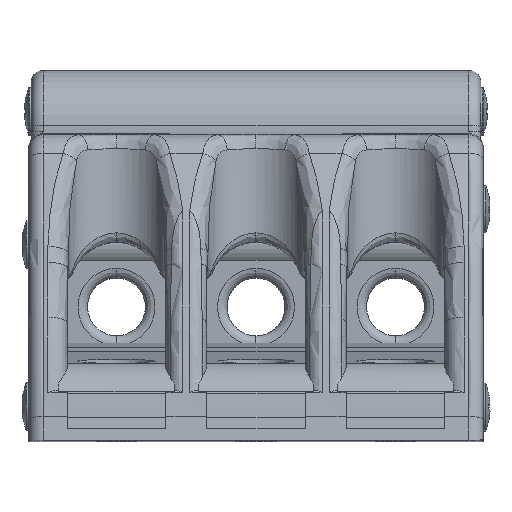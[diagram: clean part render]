
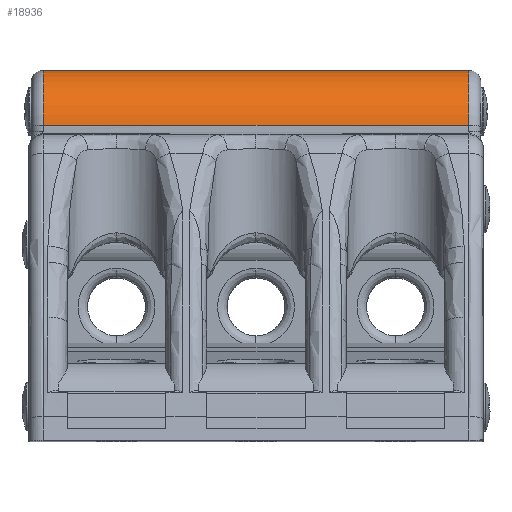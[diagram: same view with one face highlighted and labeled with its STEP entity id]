
A CAD part, top view. The second image highlights one B-rep face of the part: STEP entity #18936.
In plain terms, the highlighted cylindrical face has radius 13.256 mm (diameter 26.513 mm), a partial arc.
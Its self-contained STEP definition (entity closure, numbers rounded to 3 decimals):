
#1170=LINE('',#41575,#2146);
#1171=LINE('',#41577,#2147);
#1172=LINE('',#41579,#2148);
#1186=LINE('',#41679,#2162);
#1187=LINE('',#41681,#2163);
#1188=LINE('',#41683,#2164);
#1189=LINE('',#41685,#2165);
#1190=LINE('',#41687,#2166);
#1191=LINE('',#41689,#2167);
#1192=LINE('',#41691,#2168);
#1193=LINE('',#41693,#2169);
#1194=LINE('',#41695,#2170);
#1195=LINE('',#41697,#2171);
#1196=LINE('',#41698,#2172);
#1296=LINE('',#43340,#2272);
#1297=LINE('',#43342,#2273);
#1298=LINE('',#43344,#2274);
#1299=LINE('',#43346,#2275);
#1300=LINE('',#43347,#2276);
#2146=VECTOR('',#24075,9.95);
#2147=VECTOR('',#24076,10.);
#2148=VECTOR('',#24077,9.95);
#2162=VECTOR('',#24101,9.95);
#2163=VECTOR('',#24102,9.95);
#2164=VECTOR('',#24103,10.);
#2165=VECTOR('',#24104,9.95);
#2166=VECTOR('',#24105,9.95);
#2167=VECTOR('',#24106,9.95);
#2168=VECTOR('',#24107,9.95);
#2169=VECTOR('',#24108,10.);
#2170=VECTOR('',#24109,9.95);
#2171=VECTOR('',#24110,9.95);
#2172=VECTOR('',#24111,9.95);
#2272=VECTOR('',#24609,9.95);
#2273=VECTOR('',#24610,9.95);
#2274=VECTOR('',#24611,9.95);
#2275=VECTOR('',#24612,9.95);
#2276=VECTOR('',#24613,9.95);
#2757=CIRCLE('',#19596,13.256);
#3357=CIRCLE('',#20644,13.256);
#3939=CYLINDRICAL_SURFACE('',#20643,13.256);
#4756=FACE_OUTER_BOUND('',#5843,.T.);
#5843=EDGE_LOOP('',(#15890,#15891,#15892,#15893,#15894,#15895,#15896,#15897,
#15898,#15899,#15900,#15901,#15902,#15903,#15904,#15905,#15906,#15907,#15908,
#15909,#15910));
#7355=VERTEX_POINT('',#28826);
#7356=VERTEX_POINT('',#28830);
#8205=VERTEX_POINT('',#41573);
#8206=VERTEX_POINT('',#41574);
#8207=VERTEX_POINT('',#41576);
#8208=VERTEX_POINT('',#41578);
#8231=VERTEX_POINT('',#41678);
#8232=VERTEX_POINT('',#41680);
#8233=VERTEX_POINT('',#41682);
#8234=VERTEX_POINT('',#41684);
#8235=VERTEX_POINT('',#41686);
#8236=VERTEX_POINT('',#41688);
#8237=VERTEX_POINT('',#41690);
#8238=VERTEX_POINT('',#41692);
#8239=VERTEX_POINT('',#41694);
#8240=VERTEX_POINT('',#41696);
#8431=VERTEX_POINT('',#43337);
#8432=VERTEX_POINT('',#43339);
#8433=VERTEX_POINT('',#43341);
#8434=VERTEX_POINT('',#43343);
#8435=VERTEX_POINT('',#43345);
#9410=EDGE_CURVE('',#7355,#7356,#2757,.T.);
#10754=EDGE_CURVE('',#8205,#8206,#1170,.T.);
#10755=EDGE_CURVE('',#8206,#8207,#1171,.T.);
#10756=EDGE_CURVE('',#8208,#8207,#1172,.T.);
#10780=EDGE_CURVE('',#7355,#8231,#1186,.T.);
#10781=EDGE_CURVE('',#8231,#8232,#1187,.T.);
#10782=EDGE_CURVE('',#8232,#8233,#1188,.T.);
#10783=EDGE_CURVE('',#8234,#8233,#1189,.T.);
#10784=EDGE_CURVE('',#8234,#8235,#1190,.T.);
#10785=EDGE_CURVE('',#8235,#8236,#1191,.T.);
#10786=EDGE_CURVE('',#8236,#8237,#1192,.T.);
#10787=EDGE_CURVE('',#8237,#8238,#1193,.T.);
#10788=EDGE_CURVE('',#8239,#8238,#1194,.T.);
#10789=EDGE_CURVE('',#8239,#8240,#1195,.T.);
#10790=EDGE_CURVE('',#8240,#8205,#1196,.T.);
#11070=EDGE_CURVE('',#8432,#8431,#1296,.T.);
#11071=EDGE_CURVE('',#8433,#8432,#1297,.T.);
#11072=EDGE_CURVE('',#8434,#8433,#1298,.T.);
#11073=EDGE_CURVE('',#8435,#8434,#1299,.T.);
#11074=EDGE_CURVE('',#7356,#8435,#1300,.T.);
#11075=EDGE_CURVE('',#8431,#8208,#3357,.T.);
#15890=ORIENTED_EDGE('',*,*,#11070,.T.);
#15891=ORIENTED_EDGE('',*,*,#11075,.T.);
#15892=ORIENTED_EDGE('',*,*,#10756,.T.);
#15893=ORIENTED_EDGE('',*,*,#10755,.F.);
#15894=ORIENTED_EDGE('',*,*,#10754,.F.);
#15895=ORIENTED_EDGE('',*,*,#10790,.F.);
#15896=ORIENTED_EDGE('',*,*,#10789,.F.);
#15897=ORIENTED_EDGE('',*,*,#10788,.T.);
#15898=ORIENTED_EDGE('',*,*,#10787,.F.);
#15899=ORIENTED_EDGE('',*,*,#10786,.F.);
#15900=ORIENTED_EDGE('',*,*,#10785,.F.);
#15901=ORIENTED_EDGE('',*,*,#10784,.F.);
#15902=ORIENTED_EDGE('',*,*,#10783,.T.);
#15903=ORIENTED_EDGE('',*,*,#10782,.F.);
#15904=ORIENTED_EDGE('',*,*,#10781,.F.);
#15905=ORIENTED_EDGE('',*,*,#10780,.F.);
#15906=ORIENTED_EDGE('',*,*,#9410,.T.);
#15907=ORIENTED_EDGE('',*,*,#11074,.T.);
#15908=ORIENTED_EDGE('',*,*,#11073,.T.);
#15909=ORIENTED_EDGE('',*,*,#11072,.T.);
#15910=ORIENTED_EDGE('',*,*,#11071,.T.);
#18936=ADVANCED_FACE('',(#4756),#3939,.T.);
#19596=AXIS2_PLACEMENT_3D('',#28832,#21968,#21969);
#20643=AXIS2_PLACEMENT_3D('',#43348,#24614,#24615);
#20644=AXIS2_PLACEMENT_3D('',#43349,#24616,#24617);
#21968=DIRECTION('center_axis',(1.,0.,0.));
#21969=DIRECTION('ref_axis',(0.,0.136,0.991));
#24075=DIRECTION('',(1.,0.,0.));
#24076=DIRECTION('',(1.,0.,0.));
#24077=DIRECTION('',(-1.,0.,0.));
#24101=DIRECTION('',(1.,0.,0.));
#24102=DIRECTION('',(1.,0.,0.));
#24103=DIRECTION('',(1.,0.,0.));
#24104=DIRECTION('',(-1.,0.,0.));
#24105=DIRECTION('',(1.,0.,0.));
#24106=DIRECTION('',(1.,0.,0.));
#24107=DIRECTION('',(1.,0.,0.));
#24108=DIRECTION('',(1.,0.,0.));
#24109=DIRECTION('',(-1.,0.,0.));
#24110=DIRECTION('',(1.,0.,0.));
#24111=DIRECTION('',(1.,0.,0.));
#24609=DIRECTION('',(1.,0.,0.));
#24610=DIRECTION('',(1.,0.,0.));
#24611=DIRECTION('',(1.,0.,0.));
#24612=DIRECTION('',(1.,0.,0.));
#24613=DIRECTION('',(1.,0.,0.));
#24614=DIRECTION('center_axis',(1.,0.,0.));
#24615=DIRECTION('ref_axis',(0.,0.136,0.991));
#24616=DIRECTION('center_axis',(-1.,0.,0.));
#24617=DIRECTION('ref_axis',(0.,0.855,-0.518));
#28826=CARTESIAN_POINT('',(-73.262,72.614,2.36));
#28830=CARTESIAN_POINT('',(-73.262,63.081,22.365));
#28832=CARTESIAN_POINT('Origin',(-73.262,61.279,9.232));
#41573=CARTESIAN_POINT('',(-13.738,72.614,2.36));
#41574=CARTESIAN_POINT('',(-13.449,72.614,2.36));
#41575=CARTESIAN_POINT('',(-14.728,72.614,2.36));
#41576=CARTESIAN_POINT('',(13.449,72.614,2.36));
#41577=CARTESIAN_POINT('',(0.,72.614,2.36));
#41578=CARTESIAN_POINT('',(15.262,72.614,2.36));
#41579=CARTESIAN_POINT('',(17.75,72.614,2.36));
#41678=CARTESIAN_POINT('',(-72.,72.614,2.36));
#41679=CARTESIAN_POINT('',(-72.728,72.614,2.36));
#41680=CARTESIAN_POINT('',(-71.449,72.614,2.36));
#41681=CARTESIAN_POINT('',(-72.728,72.614,2.36));
#41682=CARTESIAN_POINT('',(-44.551,72.614,2.36));
#41683=CARTESIAN_POINT('',(-58.,72.614,2.36));
#41684=CARTESIAN_POINT('',(-44.262,72.614,2.36));
#41685=CARTESIAN_POINT('',(-40.25,72.614,2.36));
#41686=CARTESIAN_POINT('',(-43.,72.614,2.36));
#41687=CARTESIAN_POINT('',(-43.728,72.614,2.36));
#41688=CARTESIAN_POINT('',(-42.738,72.614,2.36));
#41689=CARTESIAN_POINT('',(-43.728,72.614,2.36));
#41690=CARTESIAN_POINT('',(-42.449,72.614,2.36));
#41691=CARTESIAN_POINT('',(-43.728,72.614,2.36));
#41692=CARTESIAN_POINT('',(-15.551,72.614,2.36));
#41693=CARTESIAN_POINT('',(-29.,72.614,2.36));
#41694=CARTESIAN_POINT('',(-15.262,72.614,2.36));
#41695=CARTESIAN_POINT('',(-11.25,72.614,2.36));
#41696=CARTESIAN_POINT('',(-14.,72.614,2.36));
#41697=CARTESIAN_POINT('',(-14.728,72.614,2.36));
#41698=CARTESIAN_POINT('',(-14.728,72.614,2.36));
#43337=CARTESIAN_POINT('',(15.262,63.081,22.365));
#43339=CARTESIAN_POINT('',(-13.738,63.081,22.365));
#43340=CARTESIAN_POINT('',(-14.728,63.081,22.365));
#43341=CARTESIAN_POINT('',(-15.262,63.081,22.365));
#43342=CARTESIAN_POINT('',(-14.728,63.081,22.365));
#43343=CARTESIAN_POINT('',(-42.738,63.081,22.365));
#43344=CARTESIAN_POINT('',(-43.728,63.081,22.365));
#43345=CARTESIAN_POINT('',(-44.262,63.081,22.365));
#43346=CARTESIAN_POINT('',(-43.728,63.081,22.365));
#43347=CARTESIAN_POINT('',(-72.728,63.081,22.365));
#43348=CARTESIAN_POINT('Origin',(-17.75,61.279,9.232));
#43349=CARTESIAN_POINT('Origin',(15.262,61.279,9.232));
